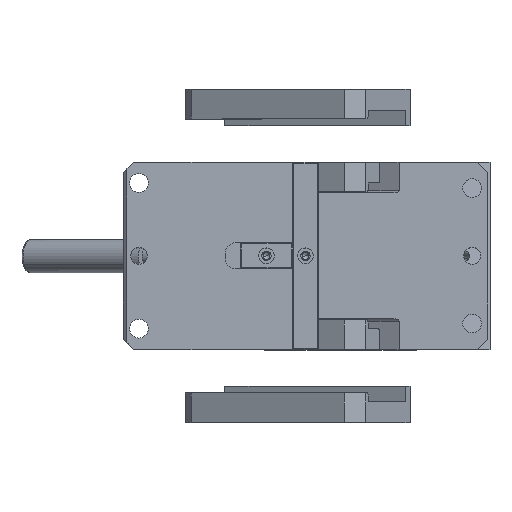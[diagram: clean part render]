
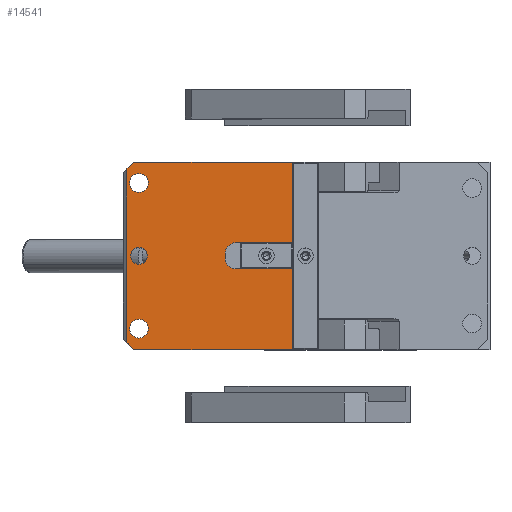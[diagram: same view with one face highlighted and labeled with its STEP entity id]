
A CAD part, top view. The second image highlights one B-rep face of the part: STEP entity #14541.
In plain terms, the highlighted planar face has unit normal (0, 0, 1).
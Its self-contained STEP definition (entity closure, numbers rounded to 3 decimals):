
#12976=CARTESIAN_POINT('Vertex',(-297.,0.,205.)) ;
#12983=CARTESIAN_POINT('Vertex',(-313.,0.,205.)) ;
#12986=CARTESIAN_POINT('Axis2P3D Location',(-305.,0.,205.)) ;
#12998=CARTESIAN_POINT('Axis2P3D Location',(-305.,0.,205.)) ;
#13837=CARTESIAN_POINT('Vertex',(-316.5,83.5,205.)) ;
#13843=CARTESIAN_POINT('Vertex',(-316.5,-83.5,205.)) ;
#13846=CARTESIAN_POINT('Line Origine',(-316.5,0.,205.)) ;
#13870=CARTESIAN_POINT('Line Origine',(-315.,85.,205.)) ;
#13874=CARTESIAN_POINT('Vertex',(-310.,90.,205.)) ;
#14047=CARTESIAN_POINT('Vertex',(-310.,-90.,205.)) ;
#14050=CARTESIAN_POINT('Line Origine',(-315.,-85.,205.)) ;
#14421=CARTESIAN_POINT('Axis2P3D Location',(0.,0.,205.)) ;
#14426=CARTESIAN_POINT('Line Origine',(-233.75,-90.,205.)) ;
#14430=CARTESIAN_POINT('Vertex',(-157.5,-90.,205.)) ;
#14433=CARTESIAN_POINT('Line Origine',(-157.5,-51.25,205.)) ;
#14437=CARTESIAN_POINT('Vertex',(-157.5,-12.5,205.)) ;
#14440=CARTESIAN_POINT('Line Origine',(-184.75,-12.5,205.)) ;
#14444=CARTESIAN_POINT('Vertex',(-212.,-12.5,205.)) ;
#14447=CARTESIAN_POINT('Axis2P3D Location',(-212.,-2.5,205.)) ;
#14451=CARTESIAN_POINT('Vertex',(-222.,-2.5,205.)) ;
#14454=CARTESIAN_POINT('Line Origine',(-222.,0.,205.)) ;
#14458=CARTESIAN_POINT('Vertex',(-222.,2.5,205.)) ;
#14461=CARTESIAN_POINT('Axis2P3D Location',(-212.,2.5,205.)) ;
#14465=CARTESIAN_POINT('Vertex',(-212.,12.5,205.)) ;
#14468=CARTESIAN_POINT('Line Origine',(-184.75,12.5,205.)) ;
#14472=CARTESIAN_POINT('Vertex',(-157.5,12.5,205.)) ;
#14475=CARTESIAN_POINT('Line Origine',(-157.5,51.25,205.)) ;
#14479=CARTESIAN_POINT('Vertex',(-157.5,90.,205.)) ;
#14482=CARTESIAN_POINT('Line Origine',(-233.75,90.,205.)) ;
#14505=CARTESIAN_POINT('Axis2P3D Location',(-305.,-70.,205.)) ;
#14509=CARTESIAN_POINT('Vertex',(-314.,-70.,205.)) ;
#14511=CARTESIAN_POINT('Vertex',(-296.,-70.,205.)) ;
#14514=CARTESIAN_POINT('Axis2P3D Location',(-305.,-70.,205.)) ;
#14523=CARTESIAN_POINT('Axis2P3D Location',(-305.,70.,205.)) ;
#14527=CARTESIAN_POINT('Vertex',(-296.,70.,205.)) ;
#14529=CARTESIAN_POINT('Vertex',(-314.,70.,205.)) ;
#14532=CARTESIAN_POINT('Axis2P3D Location',(-305.,70.,205.)) ;
#12987=DIRECTION('Axis2P3D Direction',(0.,0.,-1.)) ;
#12999=DIRECTION('Axis2P3D Direction',(0.,0.,-1.)) ;
#13847=DIRECTION('Vector Direction',(0.,1.,0.)) ;
#13871=DIRECTION('Vector Direction',(0.707,0.707,0.)) ;
#14051=DIRECTION('Vector Direction',(0.707,-0.707,0.)) ;
#14422=DIRECTION('Axis2P3D Direction',(0.,0.,-1.)) ;
#14423=DIRECTION('Axis2P3D XDirection',(-1.,0.,0.)) ;
#14427=DIRECTION('Vector Direction',(-1.,0.,0.)) ;
#14434=DIRECTION('Vector Direction',(0.,1.,0.)) ;
#14441=DIRECTION('Vector Direction',(1.,0.,0.)) ;
#14448=DIRECTION('Axis2P3D Direction',(0.,0.,-1.)) ;
#14455=DIRECTION('Vector Direction',(0.,1.,0.)) ;
#14462=DIRECTION('Axis2P3D Direction',(0.,0.,-1.)) ;
#14469=DIRECTION('Vector Direction',(1.,0.,0.)) ;
#14476=DIRECTION('Vector Direction',(0.,-1.,0.)) ;
#14483=DIRECTION('Vector Direction',(-1.,0.,0.)) ;
#14506=DIRECTION('Axis2P3D Direction',(0.,0.,-1.)) ;
#14515=DIRECTION('Axis2P3D Direction',(0.,0.,-1.)) ;
#14524=DIRECTION('Axis2P3D Direction',(0.,0.,-1.)) ;
#14533=DIRECTION('Axis2P3D Direction',(0.,0.,-1.)) ;
#12988=AXIS2_PLACEMENT_3D('Circle Axis2P3D',#12986,#12987,$) ;
#13000=AXIS2_PLACEMENT_3D('Circle Axis2P3D',#12998,#12999,$) ;
#14424=AXIS2_PLACEMENT_3D('Plane Axis2P3D',#14421,#14422,#14423) ;
#14449=AXIS2_PLACEMENT_3D('Circle Axis2P3D',#14447,#14448,$) ;
#14463=AXIS2_PLACEMENT_3D('Circle Axis2P3D',#14461,#14462,$) ;
#14507=AXIS2_PLACEMENT_3D('Circle Axis2P3D',#14505,#14506,$) ;
#14516=AXIS2_PLACEMENT_3D('Circle Axis2P3D',#14514,#14515,$) ;
#14525=AXIS2_PLACEMENT_3D('Circle Axis2P3D',#14523,#14524,$) ;
#14534=AXIS2_PLACEMENT_3D('Circle Axis2P3D',#14532,#14533,$) ;
#14488=ORIENTED_EDGE('',*,*,#14054,.T.) ;
#14489=ORIENTED_EDGE('',*,*,#14432,.F.) ;
#14490=ORIENTED_EDGE('',*,*,#14439,.T.) ;
#14491=ORIENTED_EDGE('',*,*,#14446,.F.) ;
#14492=ORIENTED_EDGE('',*,*,#14453,.T.) ;
#14493=ORIENTED_EDGE('',*,*,#14460,.T.) ;
#14494=ORIENTED_EDGE('',*,*,#14467,.T.) ;
#14495=ORIENTED_EDGE('',*,*,#14474,.T.) ;
#14496=ORIENTED_EDGE('',*,*,#14481,.F.) ;
#14497=ORIENTED_EDGE('',*,*,#14486,.T.) ;
#14498=ORIENTED_EDGE('',*,*,#13876,.T.) ;
#14499=ORIENTED_EDGE('',*,*,#13850,.F.) ;
#14502=ORIENTED_EDGE('',*,*,#13002,.T.) ;
#14503=ORIENTED_EDGE('',*,*,#12990,.T.) ;
#14520=ORIENTED_EDGE('',*,*,#14513,.T.) ;
#14521=ORIENTED_EDGE('',*,*,#14518,.T.) ;
#14538=ORIENTED_EDGE('',*,*,#14531,.T.) ;
#14539=ORIENTED_EDGE('',*,*,#14536,.T.) ;
#14504=FACE_BOUND('',#14501,.T.) ;
#14522=FACE_BOUND('',#14519,.T.) ;
#14540=FACE_BOUND('',#14537,.T.) ;
#13848=VECTOR('Line Direction',#13847,1.) ;
#13872=VECTOR('Line Direction',#13871,1.) ;
#14052=VECTOR('Line Direction',#14051,1.) ;
#14428=VECTOR('Line Direction',#14427,1.) ;
#14435=VECTOR('Line Direction',#14434,1.) ;
#14442=VECTOR('Line Direction',#14441,1.) ;
#14456=VECTOR('Line Direction',#14455,1.) ;
#14470=VECTOR('Line Direction',#14469,1.) ;
#14477=VECTOR('Line Direction',#14476,1.) ;
#14484=VECTOR('Line Direction',#14483,1.) ;
#14541=ADVANCED_FACE('SCHIEBERBETT',(#14500,#14504,#14522,#14540),#14425,.F.) ;
#12989=CIRCLE('generated circle',#12988,8.) ;
#13001=CIRCLE('generated circle',#13000,8.) ;
#14450=CIRCLE('generated circle',#14449,10.) ;
#14464=CIRCLE('generated circle',#14463,10.) ;
#14508=CIRCLE('generated circle',#14507,9.) ;
#14517=CIRCLE('generated circle',#14516,9.) ;
#14526=CIRCLE('generated circle',#14525,9.) ;
#14535=CIRCLE('generated circle',#14534,9.) ;
#12990=EDGE_CURVE('',#12977,#12984,#12989,.T.) ;
#13002=EDGE_CURVE('',#12984,#12977,#13001,.T.) ;
#13850=EDGE_CURVE('',#13844,#13838,#13849,.T.) ;
#13876=EDGE_CURVE('',#13875,#13838,#13873,.F.) ;
#14054=EDGE_CURVE('',#13844,#14048,#14053,.T.) ;
#14432=EDGE_CURVE('',#14431,#14048,#14429,.T.) ;
#14439=EDGE_CURVE('',#14431,#14438,#14436,.T.) ;
#14446=EDGE_CURVE('',#14445,#14438,#14443,.T.) ;
#14453=EDGE_CURVE('',#14445,#14452,#14450,.T.) ;
#14460=EDGE_CURVE('',#14452,#14459,#14457,.T.) ;
#14467=EDGE_CURVE('',#14459,#14466,#14464,.T.) ;
#14474=EDGE_CURVE('',#14466,#14473,#14471,.T.) ;
#14481=EDGE_CURVE('',#14480,#14473,#14478,.T.) ;
#14486=EDGE_CURVE('',#14480,#13875,#14485,.T.) ;
#14513=EDGE_CURVE('',#14510,#14512,#14508,.T.) ;
#14518=EDGE_CURVE('',#14512,#14510,#14517,.T.) ;
#14531=EDGE_CURVE('',#14528,#14530,#14526,.T.) ;
#14536=EDGE_CURVE('',#14530,#14528,#14535,.T.) ;
#14487=EDGE_LOOP('',(#14488,#14489,#14490,#14491,#14492,#14493,#14494,#14495,#14496,#14497,#14498,#14499)) ;
#14501=EDGE_LOOP('',(#14502,#14503)) ;
#14519=EDGE_LOOP('',(#14520,#14521)) ;
#14537=EDGE_LOOP('',(#14538,#14539)) ;
#14500=FACE_OUTER_BOUND('',#14487,.T.) ;
#13849=LINE('Line',#13846,#13848) ;
#13873=LINE('Line',#13870,#13872) ;
#14053=LINE('Line',#14050,#14052) ;
#14429=LINE('Line',#14426,#14428) ;
#14436=LINE('Line',#14433,#14435) ;
#14443=LINE('Line',#14440,#14442) ;
#14457=LINE('Line',#14454,#14456) ;
#14471=LINE('Line',#14468,#14470) ;
#14478=LINE('Line',#14475,#14477) ;
#14485=LINE('Line',#14482,#14484) ;
#14425=PLANE('',#14424) ;
#12977=VERTEX_POINT('',#12976) ;
#12984=VERTEX_POINT('',#12983) ;
#13838=VERTEX_POINT('',#13837) ;
#13844=VERTEX_POINT('',#13843) ;
#13875=VERTEX_POINT('',#13874) ;
#14048=VERTEX_POINT('',#14047) ;
#14431=VERTEX_POINT('',#14430) ;
#14438=VERTEX_POINT('',#14437) ;
#14445=VERTEX_POINT('',#14444) ;
#14452=VERTEX_POINT('',#14451) ;
#14459=VERTEX_POINT('',#14458) ;
#14466=VERTEX_POINT('',#14465) ;
#14473=VERTEX_POINT('',#14472) ;
#14480=VERTEX_POINT('',#14479) ;
#14510=VERTEX_POINT('',#14509) ;
#14512=VERTEX_POINT('',#14511) ;
#14528=VERTEX_POINT('',#14527) ;
#14530=VERTEX_POINT('',#14529) ;
